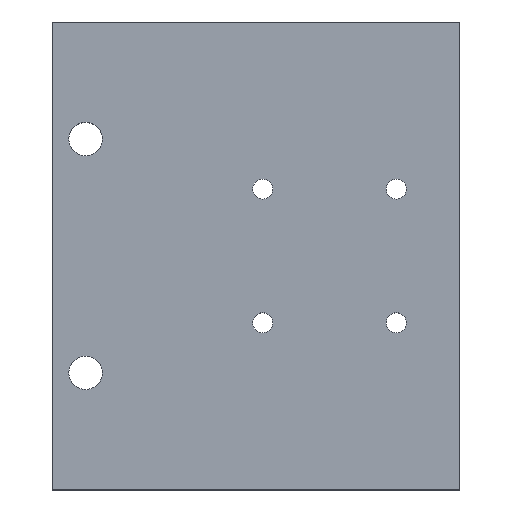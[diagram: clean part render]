
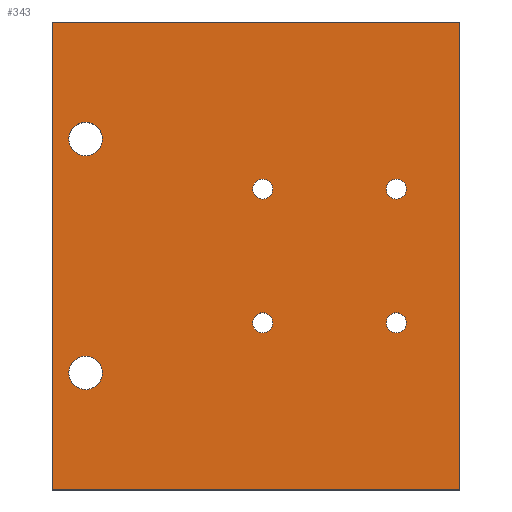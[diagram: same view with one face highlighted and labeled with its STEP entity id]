
A CAD part, top view. The second image highlights one B-rep face of the part: STEP entity #343.
In plain terms, the highlighted planar face has unit normal (0, 0, 1).
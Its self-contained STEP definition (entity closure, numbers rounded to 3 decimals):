
#19=FACE_BOUND('',#84,.T.);
#20=FACE_BOUND('',#85,.T.);
#21=FACE_BOUND('',#86,.T.);
#22=FACE_BOUND('',#87,.T.);
#23=FACE_BOUND('',#88,.T.);
#24=FACE_BOUND('',#89,.T.);
#39=PLANE('',#397);
#59=FACE_OUTER_BOUND('',#83,.T.);
#83=EDGE_LOOP('',(#295,#296,#297,#298));
#84=EDGE_LOOP('',(#299));
#85=EDGE_LOOP('',(#300));
#86=EDGE_LOOP('',(#301));
#87=EDGE_LOOP('',(#302));
#88=EDGE_LOOP('',(#303));
#89=EDGE_LOOP('',(#304));
#109=LINE('',#575,#131);
#112=LINE('',#581,#134);
#115=LINE('',#587,#137);
#118=LINE('',#591,#140);
#131=VECTOR('',#483,10.);
#134=VECTOR('',#488,10.);
#137=VECTOR('',#493,10.);
#140=VECTOR('',#498,10.);
#149=CIRCLE('',#376,1.5);
#151=CIRCLE('',#379,2.5);
#153=CIRCLE('',#382,1.5);
#155=CIRCLE('',#385,2.5);
#157=CIRCLE('',#388,1.5);
#159=CIRCLE('',#391,1.5);
#169=VERTEX_POINT('',#533);
#171=VERTEX_POINT('',#539);
#173=VERTEX_POINT('',#545);
#175=VERTEX_POINT('',#551);
#177=VERTEX_POINT('',#557);
#179=VERTEX_POINT('',#563);
#183=VERTEX_POINT('',#572);
#184=VERTEX_POINT('',#574);
#186=VERTEX_POINT('',#580);
#188=VERTEX_POINT('',#586);
#201=EDGE_CURVE('',#169,#169,#149,.T.);
#204=EDGE_CURVE('',#171,#171,#151,.T.);
#207=EDGE_CURVE('',#173,#173,#153,.T.);
#210=EDGE_CURVE('',#175,#175,#155,.T.);
#213=EDGE_CURVE('',#177,#177,#157,.T.);
#216=EDGE_CURVE('',#179,#179,#159,.T.);
#221=EDGE_CURVE('',#184,#183,#109,.T.);
#224=EDGE_CURVE('',#186,#184,#112,.T.);
#227=EDGE_CURVE('',#188,#186,#115,.T.);
#230=EDGE_CURVE('',#183,#188,#118,.T.);
#295=ORIENTED_EDGE('',*,*,#230,.T.);
#296=ORIENTED_EDGE('',*,*,#227,.T.);
#297=ORIENTED_EDGE('',*,*,#224,.T.);
#298=ORIENTED_EDGE('',*,*,#221,.T.);
#299=ORIENTED_EDGE('',*,*,#216,.T.);
#300=ORIENTED_EDGE('',*,*,#213,.T.);
#301=ORIENTED_EDGE('',*,*,#210,.T.);
#302=ORIENTED_EDGE('',*,*,#207,.T.);
#303=ORIENTED_EDGE('',*,*,#204,.T.);
#304=ORIENTED_EDGE('',*,*,#201,.T.);
#343=ADVANCED_FACE('',(#59,#19,#20,#21,#22,#23,#24),#39,.T.);
#376=AXIS2_PLACEMENT_3D('',#534,#439,#440);
#379=AXIS2_PLACEMENT_3D('',#540,#446,#447);
#382=AXIS2_PLACEMENT_3D('',#546,#453,#454);
#385=AXIS2_PLACEMENT_3D('',#552,#460,#461);
#388=AXIS2_PLACEMENT_3D('',#558,#467,#468);
#391=AXIS2_PLACEMENT_3D('',#564,#474,#475);
#397=AXIS2_PLACEMENT_3D('',#592,#499,#500);
#439=DIRECTION('center_axis',(0.,0.,-1.));
#440=DIRECTION('ref_axis',(1.,0.,0.));
#446=DIRECTION('center_axis',(0.,0.,-1.));
#447=DIRECTION('ref_axis',(1.,0.,0.));
#453=DIRECTION('center_axis',(0.,0.,-1.));
#454=DIRECTION('ref_axis',(1.,0.,0.));
#460=DIRECTION('center_axis',(0.,0.,-1.));
#461=DIRECTION('ref_axis',(1.,0.,0.));
#467=DIRECTION('center_axis',(0.,0.,-1.));
#468=DIRECTION('ref_axis',(1.,0.,0.));
#474=DIRECTION('center_axis',(0.,0.,-1.));
#475=DIRECTION('ref_axis',(1.,0.,0.));
#483=DIRECTION('',(-1.,0.,0.));
#488=DIRECTION('',(0.,1.,0.));
#493=DIRECTION('',(1.,0.,0.));
#498=DIRECTION('',(0.,-1.,0.));
#499=DIRECTION('center_axis',(0.,0.,1.));
#500=DIRECTION('ref_axis',(1.,0.,0.));
#533=CARTESIAN_POINT('',(50.,45.,10.));
#534=CARTESIAN_POINT('Origin',(51.5,45.,10.));
#539=CARTESIAN_POINT('',(2.5,17.5,10.));
#540=CARTESIAN_POINT('Origin',(5.,17.5,10.));
#545=CARTESIAN_POINT('',(30.,45.,10.));
#546=CARTESIAN_POINT('Origin',(31.5,45.,10.));
#551=CARTESIAN_POINT('',(2.5,52.5,10.));
#552=CARTESIAN_POINT('Origin',(5.,52.5,10.));
#557=CARTESIAN_POINT('',(50.,25.,10.));
#558=CARTESIAN_POINT('Origin',(51.5,25.,10.));
#563=CARTESIAN_POINT('',(30.,25.,10.));
#564=CARTESIAN_POINT('Origin',(31.5,25.,10.));
#572=CARTESIAN_POINT('',(0.,70.,10.));
#574=CARTESIAN_POINT('',(61.,70.,10.));
#575=CARTESIAN_POINT('',(61.,70.,10.));
#580=CARTESIAN_POINT('',(61.,0.,10.));
#581=CARTESIAN_POINT('',(61.,0.,10.));
#586=CARTESIAN_POINT('',(0.,0.,10.));
#587=CARTESIAN_POINT('',(0.,0.,10.));
#591=CARTESIAN_POINT('',(0.,70.,10.));
#592=CARTESIAN_POINT('Origin',(30.5,35.,10.));
